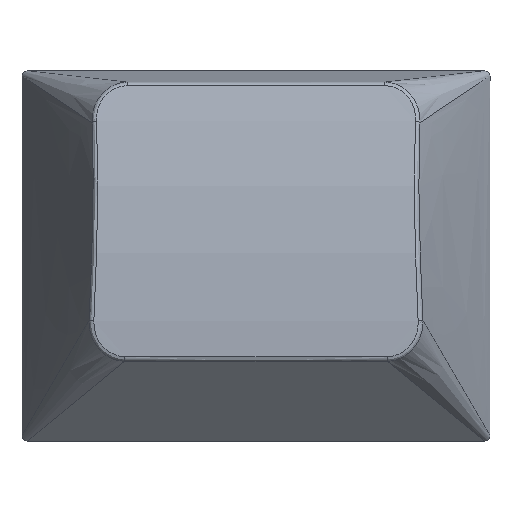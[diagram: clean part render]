
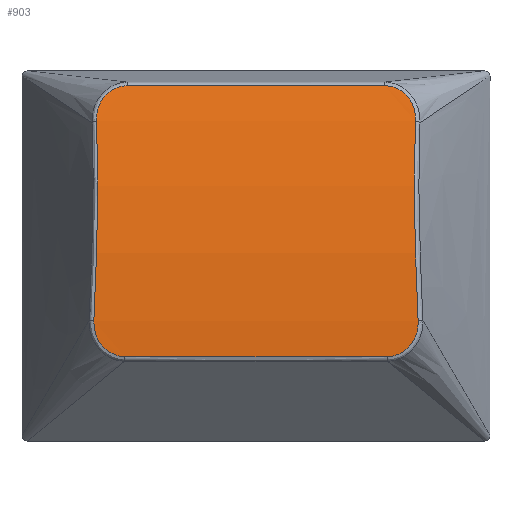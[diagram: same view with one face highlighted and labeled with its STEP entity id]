
A CAD part, top view. The second image highlights one B-rep face of the part: STEP entity #903.
In plain terms, the highlighted cylindrical face has radius 41.735 mm (diameter 83.471 mm), a partial arc.
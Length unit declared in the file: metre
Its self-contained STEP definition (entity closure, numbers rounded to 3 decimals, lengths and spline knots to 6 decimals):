
#13=CYLINDRICAL_SURFACE('',#972,0.041735);
#58=B_SPLINE_CURVE_WITH_KNOTS('',3,(#1536,#1537,#1538,#1539),
 .UNSPECIFIED.,.F.,.F.,(4,4),(0.,1.),.UNSPECIFIED.);
#59=B_SPLINE_CURVE_WITH_KNOTS('',3,(#1542,#1543,#1544,#1545,#1546),
 .UNSPECIFIED.,.F.,.F.,(4,1,4),(0.,0.5,1.),.UNSPECIFIED.);
#60=B_SPLINE_CURVE_WITH_KNOTS('',3,(#1548,#1549,#1550,#1551,#1552,#1553,
#1554,#1555,#1556,#1557,#1558,#1559,#1560,#1561,#1562,#1563,#1564,#1565,
#1566,#1567,#1568,#1569,#1570,#1571,#1572,#1573,#1574,#1575,#1576,#1577),
 .UNSPECIFIED.,.F.,.F.,(4,1,1,1,1,1,1,1,1,1,1,1,1,1,1,1,1,1,1,1,1,1,1,1,
1,1,1,4),(0.,0.03125,0.046875,0.0625,0.078125,0.09375,0.109375,0.125,0.140625,
0.15625,0.1875,0.21875,0.25,0.3125,0.375,0.4375,0.5,0.625,0.6875,0.75,0.78125,
0.8125,0.84375,0.875,0.890625,0.90625,0.9375,1.),.UNSPECIFIED.);
#61=B_SPLINE_CURVE_WITH_KNOTS('',3,(#1579,#1580,#1581,#1582,#1583),
 .UNSPECIFIED.,.F.,.F.,(4,1,4),(0.,0.499994,0.999987),
 .UNSPECIFIED.);
#62=B_SPLINE_CURVE_WITH_KNOTS('',3,(#1585,#1586,#1587,#1588),
 .UNSPECIFIED.,.F.,.F.,(4,4),(0.,1.),.UNSPECIFIED.);
#63=B_SPLINE_CURVE_WITH_KNOTS('',3,(#1590,#1591,#1592,#1593,#1594),
 .UNSPECIFIED.,.F.,.F.,(4,1,4),(0.000012,0.500006,1.),
 .UNSPECIFIED.);
#64=B_SPLINE_CURVE_WITH_KNOTS('',3,(#1596,#1597,#1598,#1599,#1600,#1601,
#1602,#1603,#1604,#1605,#1606,#1607,#1608,#1609,#1610,#1611,#1612,#1613,
#1614,#1615),.UNSPECIFIED.,.F.,.F.,(4,1,1,1,1,1,1,1,1,1,1,1,1,1,1,1,1,4),
(0.,0.03125,0.0625,0.078125,0.09375,0.125,0.1875,0.25,0.3125,0.375,0.5,
0.5625,0.625,0.6875,0.75,0.8125,0.875,1.),.UNSPECIFIED.);
#65=B_SPLINE_CURVE_WITH_KNOTS('',3,(#1617,#1618,#1619,#1620,#1621),
 .UNSPECIFIED.,.F.,.F.,(4,1,4),(0.,0.5,1.),.UNSPECIFIED.);
#342=ORIENTED_EDGE('',*,*,#570,.F.);
#343=ORIENTED_EDGE('',*,*,#571,.F.);
#344=ORIENTED_EDGE('',*,*,#572,.F.);
#345=ORIENTED_EDGE('',*,*,#573,.F.);
#346=ORIENTED_EDGE('',*,*,#574,.F.);
#347=ORIENTED_EDGE('',*,*,#575,.F.);
#348=ORIENTED_EDGE('',*,*,#576,.F.);
#349=ORIENTED_EDGE('',*,*,#577,.F.);
#570=EDGE_CURVE('',#689,#690,#58,.F.);
#571=EDGE_CURVE('',#691,#689,#59,.F.);
#572=EDGE_CURVE('',#692,#691,#60,.F.);
#573=EDGE_CURVE('',#693,#692,#61,.F.);
#574=EDGE_CURVE('',#694,#693,#62,.F.);
#575=EDGE_CURVE('',#695,#694,#63,.F.);
#576=EDGE_CURVE('',#696,#695,#64,.F.);
#577=EDGE_CURVE('',#690,#696,#65,.F.);
#689=VERTEX_POINT('',#1540);
#690=VERTEX_POINT('',#1541);
#691=VERTEX_POINT('',#1547);
#692=VERTEX_POINT('',#1578);
#693=VERTEX_POINT('',#1584);
#694=VERTEX_POINT('',#1589);
#695=VERTEX_POINT('',#1595);
#696=VERTEX_POINT('',#1616);
#763=EDGE_LOOP('',(#342,#343,#344,#345,#346,#347,#348,#349));
#819=FACE_BOUND('',#763,.T.);
#903=ADVANCED_FACE('',(#819),#13,.T.);
#972=AXIS2_PLACEMENT_3D('',#1535,#1092,#1093);
#1092=DIRECTION('',(1.,0.,0.));
#1093=DIRECTION('',(0.,0.167,0.986));
#1535=CARTESIAN_POINT('',(0.021776,0.051509,-0.033032));
#1536=CARTESIAN_POINT('',(0.041724,0.051399,0.008703));
#1537=CARTESIAN_POINT('',(0.045975,0.051399,0.008703));
#1538=CARTESIAN_POINT('',(0.050227,0.051399,0.008703));
#1539=CARTESIAN_POINT('',(0.054479,0.051399,0.008703));
#1540=CARTESIAN_POINT('',(0.054479,0.051399,0.008703));
#1541=CARTESIAN_POINT('',(0.041724,0.051399,0.008703));
#1542=CARTESIAN_POINT('',(0.054479,0.051399,0.008703));
#1543=CARTESIAN_POINT('',(0.054905,0.051399,0.008703));
#1544=CARTESIAN_POINT('',(0.055741,0.051826,0.008706));
#1545=CARTESIAN_POINT('',(0.056005,0.0527,0.008689));
#1546=CARTESIAN_POINT('',(0.055986,0.053136,0.008672));
#1547=CARTESIAN_POINT('',(0.055986,0.053136,0.008672));
#1548=CARTESIAN_POINT('',(0.055986,0.053136,0.008672));
#1549=CARTESIAN_POINT('',(0.055982,0.053239,0.008668));
#1550=CARTESIAN_POINT('',(0.055975,0.053395,0.008661));
#1551=CARTESIAN_POINT('',(0.055967,0.053592,0.008652));
#1552=CARTESIAN_POINT('',(0.055958,0.05377,0.008642));
#1553=CARTESIAN_POINT('',(0.055956,0.053832,0.008639));
#1554=CARTESIAN_POINT('',(0.055949,0.053977,0.008631));
#1555=CARTESIAN_POINT('',(0.055942,0.05414,0.008621));
#1556=CARTESIAN_POINT('',(0.055932,0.054383,0.008605));
#1557=CARTESIAN_POINT('',(0.055926,0.054519,0.008595));
#1558=CARTESIAN_POINT('',(0.055917,0.054736,0.008579));
#1559=CARTESIAN_POINT('',(0.055907,0.054989,0.008558));
#1560=CARTESIAN_POINT('',(0.055896,0.055296,0.008532));
#1561=CARTESIAN_POINT('',(0.055881,0.055684,0.008495));
#1562=CARTESIAN_POINT('',(0.055862,0.056242,0.008436));
#1563=CARTESIAN_POINT('',(0.055844,0.056853,0.008361));
#1564=CARTESIAN_POINT('',(0.055828,0.057461,0.008278));
#1565=CARTESIAN_POINT('',(0.055811,0.058212,0.008165));
#1566=CARTESIAN_POINT('',(0.055797,0.05909,0.008013));
#1567=CARTESIAN_POINT('',(0.055793,0.059895,0.007854));
#1568=CARTESIAN_POINT('',(0.055794,0.060377,0.007751));
#1569=CARTESIAN_POINT('',(0.055797,0.060754,0.007667));
#1570=CARTESIAN_POINT('',(0.0558,0.061073,0.007593));
#1571=CARTESIAN_POINT('',(0.055805,0.061371,0.007522));
#1572=CARTESIAN_POINT('',(0.05581,0.061611,0.007463));
#1573=CARTESIAN_POINT('',(0.055815,0.061806,0.007413));
#1574=CARTESIAN_POINT('',(0.055822,0.062058,0.007349));
#1575=CARTESIAN_POINT('',(0.055834,0.062429,0.007251));
#1576=CARTESIAN_POINT('',(0.055847,0.062696,0.007177));
#1577=CARTESIAN_POINT('',(0.055856,0.062844,0.007135));
#1578=CARTESIAN_POINT('',(0.055856,0.062844,0.007135));
#1579=CARTESIAN_POINT('',(0.055856,0.062844,0.007135));
#1580=CARTESIAN_POINT('',(0.055883,0.063277,0.007012));
#1581=CARTESIAN_POINT('',(0.055646,0.064138,0.006752));
#1582=CARTESIAN_POINT('',(0.054796,0.064578,0.006604));
#1583=CARTESIAN_POINT('',(0.05436,0.064578,0.006604));
#1584=CARTESIAN_POINT('',(0.05436,0.064578,0.006604));
#1585=CARTESIAN_POINT('',(0.05436,0.064578,0.006604));
#1586=CARTESIAN_POINT('',(0.050188,0.064578,0.006604));
#1587=CARTESIAN_POINT('',(0.046015,0.064578,0.006604));
#1588=CARTESIAN_POINT('',(0.041843,0.064578,0.006604));
#1589=CARTESIAN_POINT('',(0.041843,0.064578,0.006604));
#1590=CARTESIAN_POINT('',(0.041843,0.064578,0.006604));
#1591=CARTESIAN_POINT('',(0.041407,0.064578,0.006604));
#1592=CARTESIAN_POINT('',(0.040557,0.064138,0.006752));
#1593=CARTESIAN_POINT('',(0.04032,0.063278,0.007012));
#1594=CARTESIAN_POINT('',(0.040347,0.062844,0.007135));
#1595=CARTESIAN_POINT('',(0.040347,0.062844,0.007135));
#1596=CARTESIAN_POINT('',(0.040347,0.062844,0.007135));
#1597=CARTESIAN_POINT('',(0.040351,0.06277,0.007156));
#1598=CARTESIAN_POINT('',(0.04036,0.062603,0.007203));
#1599=CARTESIAN_POINT('',(0.040371,0.062327,0.007277));
#1600=CARTESIAN_POINT('',(0.040379,0.062098,0.007338));
#1601=CARTESIAN_POINT('',(0.040385,0.061912,0.007386));
#1602=CARTESIAN_POINT('',(0.040395,0.061545,0.00748));
#1603=CARTESIAN_POINT('',(0.040403,0.061087,0.007591));
#1604=CARTESIAN_POINT('',(0.040409,0.060439,0.007739));
#1605=CARTESIAN_POINT('',(0.040409,0.059888,0.007855));
#1606=CARTESIAN_POINT('',(0.040405,0.059081,0.008015));
#1607=CARTESIAN_POINT('',(0.040392,0.058213,0.008165));
#1608=CARTESIAN_POINT('',(0.040375,0.057461,0.008278));
#1609=CARTESIAN_POINT('',(0.040359,0.056854,0.008361));
#1610=CARTESIAN_POINT('',(0.04034,0.05624,0.008436));
#1611=CARTESIAN_POINT('',(0.040318,0.055578,0.008506));
#1612=CARTESIAN_POINT('',(0.040296,0.055,0.008559));
#1613=CARTESIAN_POINT('',(0.040261,0.054148,0.008624));
#1614=CARTESIAN_POINT('',(0.040235,0.053546,0.008656));
#1615=CARTESIAN_POINT('',(0.040216,0.053136,0.008672));
#1616=CARTESIAN_POINT('',(0.040216,0.053136,0.008672));
#1617=CARTESIAN_POINT('',(0.040216,0.053136,0.008672));
#1618=CARTESIAN_POINT('',(0.040198,0.0527,0.008689));
#1619=CARTESIAN_POINT('',(0.040461,0.051826,0.008706));
#1620=CARTESIAN_POINT('',(0.041297,0.051399,0.008703));
#1621=CARTESIAN_POINT('',(0.041724,0.051399,0.008703));
